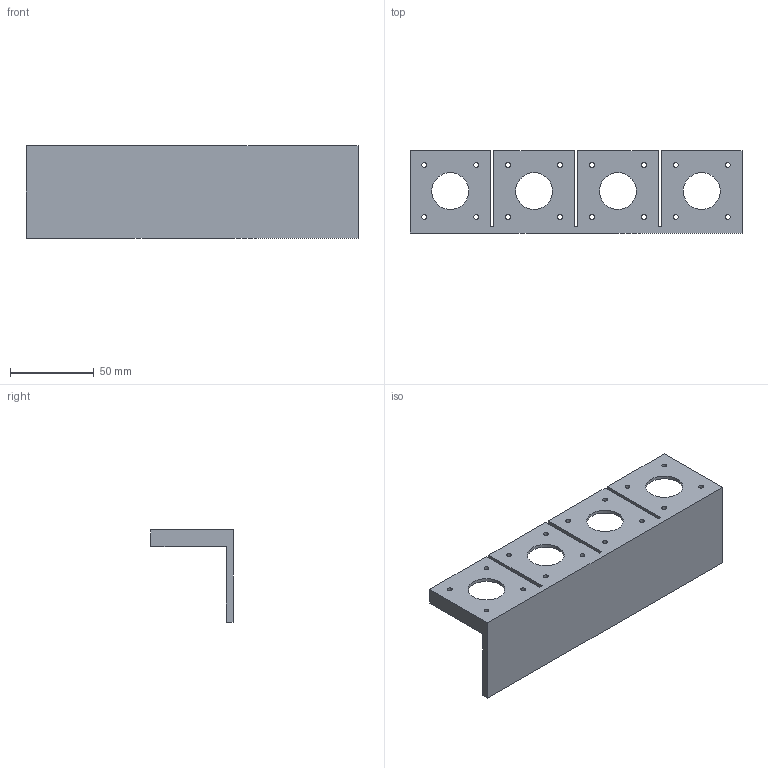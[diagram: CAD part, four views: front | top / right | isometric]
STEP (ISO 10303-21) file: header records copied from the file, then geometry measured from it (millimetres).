
FILE_DESCRIPTION (( 'STEP AP214' ), '1' );
FILE_NAME ('êðåïëåíèå ìîòîð÷èêîâ.STEP', '2026-02-18T15:07:24', ( '' ), ( '' ), 'SwSTEP 2.0', 'SolidWorks 2024', '' );
FILE_SCHEMA (( 'AUTOMOTIVE_DESIGN' ));
Length unit declared in the file: millimetre
Products named in the file (1): крепление моторчиков
Bounding box: 198 x 49 x 55 mm (x, y, z)
Volume: 70259.6 mm3; surface area: 47652 mm2
Topology: 1 solids, 1 shells, 76 faces, 222 edges, 148 vertices
Faces by surface type: cylinder 40, plane 36
Entity records: 2649 total; most frequent: DIRECTION 456, CARTESIAN_POINT 447, ORIENTED_EDGE 444, EDGE_CURVE 222, AXIS2_PLACEMENT_3D 157, VERTEX_POINT 148, LINE 142, VECTOR 142
